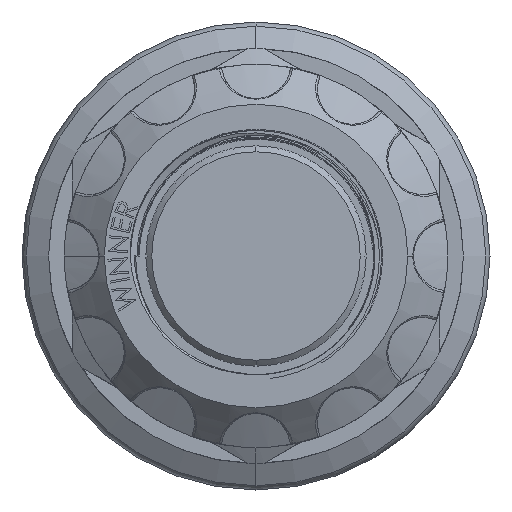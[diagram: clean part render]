
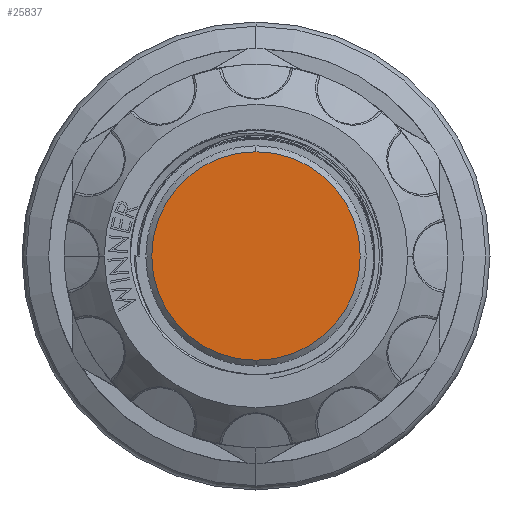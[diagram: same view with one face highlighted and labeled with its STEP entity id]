
A CAD part, left-side view. The second image highlights one B-rep face of the part: STEP entity #25837.
In plain terms, the highlighted planar face has unit normal (-1, 0, 0).
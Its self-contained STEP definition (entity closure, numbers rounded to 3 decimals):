
#489 = DIRECTION ( 'NONE',  ( -1., 0., 0. ) ) ;
#15030 = CARTESIAN_POINT ( 'NONE',  ( -96.8, 0., 9. ) ) ;
#16115 = DIRECTION ( 'NONE',  ( 1., 0., 0. ) ) ;
#19347 = CARTESIAN_POINT ( 'NONE',  ( -96.8, 0., 0. ) ) ;
#19831 = ORIENTED_EDGE ( 'NONE', *, *, #33771, .T. ) ;
#19996 = CIRCLE ( 'NONE', #56803, 9. ) ;
#21447 = AXIS2_PLACEMENT_3D ( 'NONE', #28589, #16115, #33751 ) ;
#23761 = DIRECTION ( 'NONE',  ( 0., 0., -1. ) ) ;
#25837 = ADVANCED_FACE ( 'NONE', ( #38309 ), #54845, .F. ) ;
#26184 = DIRECTION ( 'NONE',  ( 0., 0., -1. ) ) ;
#26216 = EDGE_LOOP ( 'NONE', ( #19831, #42093 ) ) ;
#28589 = CARTESIAN_POINT ( 'NONE',  ( -96.8, 0., 0. ) ) ;
#31607 = DIRECTION ( 'NONE',  ( -1., 0., 0. ) ) ;
#33751 = DIRECTION ( 'NONE',  ( 0., 0., -1. ) ) ;
#33771 = EDGE_CURVE ( 'NONE', #42474, #38520, #42189, .T. ) ;
#35215 = CARTESIAN_POINT ( 'NONE',  ( -96.8, 0., 0. ) ) ;
#38309 = FACE_OUTER_BOUND ( 'NONE', #26216, .T. ) ;
#38520 = VERTEX_POINT ( 'NONE', #15030 ) ;
#42093 = ORIENTED_EDGE ( 'NONE', *, *, #51473, .T. ) ;
#42189 = CIRCLE ( 'NONE', #43344, 9. ) ;
#42474 = VERTEX_POINT ( 'NONE', #47880 ) ;
#43344 = AXIS2_PLACEMENT_3D ( 'NONE', #35215, #489, #26184 ) ;
#47880 = CARTESIAN_POINT ( 'NONE',  ( -96.8, 0., -9. ) ) ;
#51473 = EDGE_CURVE ( 'NONE', #38520, #42474, #19996, .T. ) ;
#54845 = PLANE ( 'NONE',  #21447 ) ;
#56803 = AXIS2_PLACEMENT_3D ( 'NONE', #19347, #31607, #23761 ) ;
